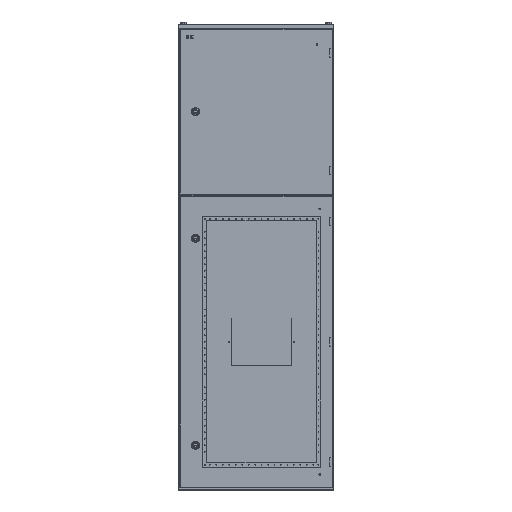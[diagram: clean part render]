
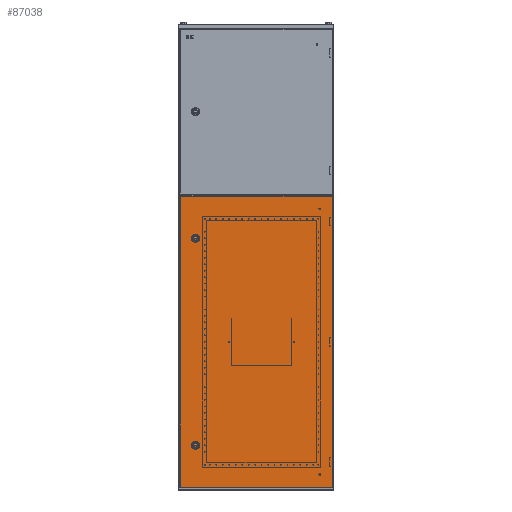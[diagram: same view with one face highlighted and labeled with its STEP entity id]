
A CAD part, top view. The second image highlights one B-rep face of the part: STEP entity #87038.
In plain terms, the highlighted planar face has unit normal (0, 0, 1).
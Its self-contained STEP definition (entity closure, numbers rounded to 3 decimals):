
#1183 = DIRECTION ( 'NONE',  ( 1., 0., 0. ) ) ;
#1931 = VERTEX_POINT ( 'NONE', #91304 ) ;
#2285 = LINE ( 'NONE', #84495, #3538 ) ;
#2496 = ORIENTED_EDGE ( 'NONE', *, *, #31316, .F. ) ;
#3538 = VECTOR ( 'NONE', #18114, 1000. ) ;
#5860 = CARTESIAN_POINT ( 'NONE',  ( 60., 400., 0. ) ) ;
#6072 = FACE_BOUND ( 'NONE', #102480, .T. ) ;
#9588 = VERTEX_POINT ( 'NONE', #36793 ) ;
#10299 = CARTESIAN_POINT ( 'NONE',  ( 0., 0., 0. ) ) ;
#10961 = CARTESIAN_POINT ( 'NONE',  ( 58.5, -400., 0. ) ) ;
#14290 = DIRECTION ( 'NONE',  ( 1., 0., 0. ) ) ;
#17032 = DIRECTION ( 'NONE',  ( 0., 0., 1. ) ) ;
#17304 = VERTEX_POINT ( 'NONE', #10961 ) ;
#17657 = CARTESIAN_POINT ( 'NONE',  ( 590.5, 563.5, 0. ) ) ;
#18114 = DIRECTION ( 'NONE',  ( 0., -1., 0. ) ) ;
#19281 = CARTESIAN_POINT ( 'NONE',  ( 590.5, 563.5, 0. ) ) ;
#23283 = CARTESIAN_POINT ( 'NONE',  ( 60., -400., 0. ) ) ;
#25959 = CARTESIAN_POINT ( 'NONE',  ( 61.5, 400., 0. ) ) ;
#28011 = ORIENTED_EDGE ( 'NONE', *, *, #88075, .T. ) ;
#28667 = LINE ( 'NONE', #35669, #78242 ) ;
#31096 = CARTESIAN_POINT ( 'NONE',  ( 58.5, 400., 0. ) ) ;
#31316 = EDGE_CURVE ( 'NONE', #101954, #92099, #85643, .T. ) ;
#32014 = DIRECTION ( 'NONE',  ( -1., 0., 0. ) ) ;
#33488 = EDGE_LOOP ( 'NONE', ( #72741, #28011, #73819, #98457 ) ) ;
#34405 = DIRECTION ( 'NONE',  ( 0., 1., 0. ) ) ;
#35669 = CARTESIAN_POINT ( 'NONE',  ( 0., 563.5, 0. ) ) ;
#36390 = DIRECTION ( 'NONE',  ( -1., 0., 0. ) ) ;
#36793 = CARTESIAN_POINT ( 'NONE',  ( 61.5, -400., 0. ) ) ;
#41152 = VECTOR ( 'NONE', #94394, 1000. ) ;
#41288 = EDGE_LOOP ( 'NONE', ( #2496, #55429 ) ) ;
#46392 = EDGE_CURVE ( 'NONE', #76565, #1931, #2285, .T. ) ;
#48377 = EDGE_CURVE ( 'NONE', #49310, #66213, #93195, .T. ) ;
#49310 = VERTEX_POINT ( 'NONE', #83100 ) ;
#51299 = CIRCLE ( 'NONE', #63558, 1.5 ) ;
#52099 = ORIENTED_EDGE ( 'NONE', *, *, #61530, .F. ) ;
#54073 = EDGE_CURVE ( 'NONE', #66213, #76565, #28667, .T. ) ;
#54117 = LINE ( 'NONE', #93288, #41152 ) ;
#55429 = ORIENTED_EDGE ( 'NONE', *, *, #88865, .F. ) ;
#56208 = AXIS2_PLACEMENT_3D ( 'NONE', #5860, #82113, #14290 ) ;
#58933 = CIRCLE ( 'NONE', #65691, 1.5 ) ;
#61530 = EDGE_CURVE ( 'NONE', #17304, #9588, #84010, .T. ) ;
#61545 = DIRECTION ( 'NONE',  ( -1., 0., 0. ) ) ;
#63557 = EDGE_CURVE ( 'NONE', #9588, #17304, #58933, .T. ) ;
#63558 = AXIS2_PLACEMENT_3D ( 'NONE', #101303, #17032, #92892 ) ;
#64775 = ORIENTED_EDGE ( 'NONE', *, *, #63557, .F. ) ;
#65691 = AXIS2_PLACEMENT_3D ( 'NONE', #71038, #78335, #61545 ) ;
#65792 = CARTESIAN_POINT ( 'NONE',  ( 0., 563.5, 0. ) ) ;
#66213 = VERTEX_POINT ( 'NONE', #19281 ) ;
#68733 = PLANE ( 'NONE',  #73927 ) ;
#71038 = CARTESIAN_POINT ( 'NONE',  ( 60., -400., 0. ) ) ;
#72741 = ORIENTED_EDGE ( 'NONE', *, *, #46392, .T. ) ;
#73819 = ORIENTED_EDGE ( 'NONE', *, *, #48377, .T. ) ;
#73927 = AXIS2_PLACEMENT_3D ( 'NONE', #10299, #84387, #1183 ) ;
#74063 = FACE_BOUND ( 'NONE', #41288, .T. ) ;
#76222 = VECTOR ( 'NONE', #34405, 1000. ) ;
#76565 = VERTEX_POINT ( 'NONE', #65792 ) ;
#78242 = VECTOR ( 'NONE', #36390, 1000. ) ;
#78335 = DIRECTION ( 'NONE',  ( 0., 0., 1. ) ) ;
#82113 = DIRECTION ( 'NONE',  ( 0., 0., 1. ) ) ;
#82738 = DIRECTION ( 'NONE',  ( 0., 0., 1. ) ) ;
#83100 = CARTESIAN_POINT ( 'NONE',  ( 590.5, -563.5, 0. ) ) ;
#84010 = CIRCLE ( 'NONE', #92027, 1.5 ) ;
#84387 = DIRECTION ( 'NONE',  ( 0., 0., 1. ) ) ;
#84495 = CARTESIAN_POINT ( 'NONE',  ( 0., 563.5, 0. ) ) ;
#85643 = CIRCLE ( 'NONE', #56208, 1.5 ) ;
#87038 = ADVANCED_FACE ( 'NONE', ( #6072, #74063, #92260 ), #68733, .T. ) ;
#88075 = EDGE_CURVE ( 'NONE', #1931, #49310, #54117, .T. ) ;
#88865 = EDGE_CURVE ( 'NONE', #92099, #101954, #51299, .T. ) ;
#91304 = CARTESIAN_POINT ( 'NONE',  ( 0., -563.5, 0. ) ) ;
#92027 = AXIS2_PLACEMENT_3D ( 'NONE', #23283, #82738, #32014 ) ;
#92099 = VERTEX_POINT ( 'NONE', #31096 ) ;
#92260 = FACE_OUTER_BOUND ( 'NONE', #33488, .T. ) ;
#92892 = DIRECTION ( 'NONE',  ( 1., 0., 0. ) ) ;
#93195 = LINE ( 'NONE', #17657, #76222 ) ;
#93288 = CARTESIAN_POINT ( 'NONE',  ( 0., -563.5, 0. ) ) ;
#94394 = DIRECTION ( 'NONE',  ( 1., 0., 0. ) ) ;
#98457 = ORIENTED_EDGE ( 'NONE', *, *, #54073, .T. ) ;
#101303 = CARTESIAN_POINT ( 'NONE',  ( 60., 400., 0. ) ) ;
#101954 = VERTEX_POINT ( 'NONE', #25959 ) ;
#102480 = EDGE_LOOP ( 'NONE', ( #64775, #52099 ) ) ;
